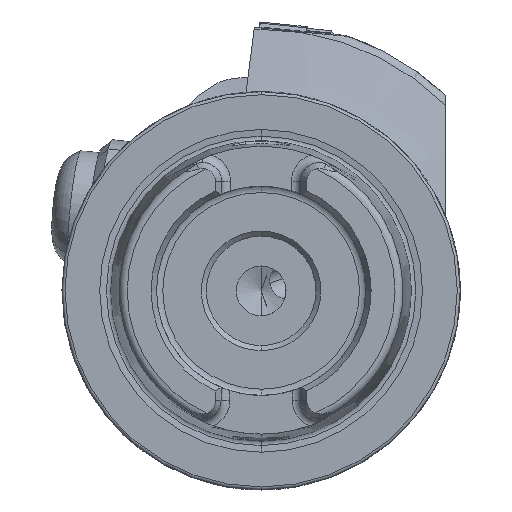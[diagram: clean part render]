
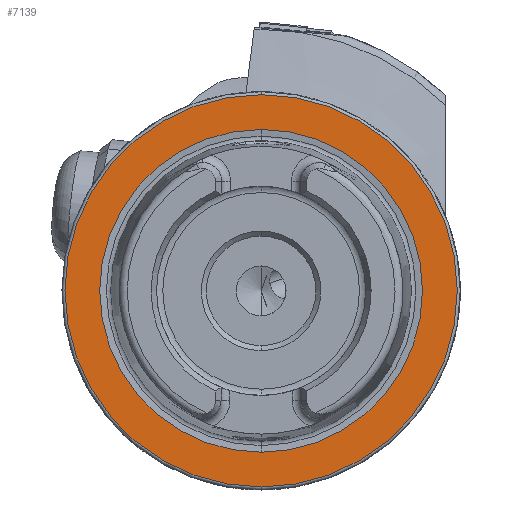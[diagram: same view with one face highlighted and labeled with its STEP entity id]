
A CAD part, left-side view. The second image highlights one B-rep face of the part: STEP entity #7139.
In plain terms, the highlighted planar face has unit normal (-1, 0, 0).
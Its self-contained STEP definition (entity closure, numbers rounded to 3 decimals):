
#144 = FACE_BOUND ( 'NONE', #6286, .T. ) ;
#869 = VERTEX_POINT ( 'NONE', #2455 ) ;
#2003 = CIRCLE ( 'NONE', #4356, 19.7 ) ;
#2455 = CARTESIAN_POINT ( 'NONE',  ( 0., 0., 16.207 ) ) ;
#2588 = DIRECTION ( 'NONE',  ( -1., 0., 0. ) ) ;
#2674 = CARTESIAN_POINT ( 'NONE',  ( 0., 0., 0. ) ) ;
#2751 = AXIS2_PLACEMENT_3D ( 'NONE', #10072, #2963, #5739 ) ;
#2963 = DIRECTION ( 'NONE',  ( -1., 0., 0. ) ) ;
#2991 = DIRECTION ( 'NONE',  ( 0., 0., -1. ) ) ;
#3454 = CARTESIAN_POINT ( 'NONE',  ( 0., 0., -19.7 ) ) ;
#3634 = CIRCLE ( 'NONE', #2751, 16.207 ) ;
#4101 = ORIENTED_EDGE ( 'NONE', *, *, #4142, .F. ) ;
#4142 = EDGE_CURVE ( 'NONE', #12037, #869, #14106, .T. ) ;
#4356 = AXIS2_PLACEMENT_3D ( 'NONE', #4993, #6031, #11660 ) ;
#4624 = EDGE_CURVE ( 'NONE', #869, #12037, #3634, .T. ) ;
#4993 = CARTESIAN_POINT ( 'NONE',  ( 0., 0., 0. ) ) ;
#5739 = DIRECTION ( 'NONE',  ( 0., 0., 1. ) ) ;
#5765 = DIRECTION ( 'NONE',  ( 1., 0., 0. ) ) ;
#6031 = DIRECTION ( 'NONE',  ( -1., 0., 0. ) ) ;
#6286 = EDGE_LOOP ( 'NONE', ( #13834, #4101 ) ) ;
#6828 = DIRECTION ( 'NONE',  ( 0., 0., 1. ) ) ;
#7139 = ADVANCED_FACE ( 'NONE', ( #144, #8538 ), #11293, .F. ) ;
#7200 = VERTEX_POINT ( 'NONE', #3454 ) ;
#7232 = DIRECTION ( 'NONE',  ( -1., 0., 0. ) ) ;
#7236 = EDGE_CURVE ( 'NONE', #7200, #16771, #2003, .T. ) ;
#7330 = EDGE_LOOP ( 'NONE', ( #10154, #10975 ) ) ;
#7350 = EDGE_CURVE ( 'NONE', #16771, #7200, #11723, .T. ) ;
#7736 = CARTESIAN_POINT ( 'NONE',  ( 0., 0., 19.7 ) ) ;
#8538 = FACE_OUTER_BOUND ( 'NONE', #7330, .T. ) ;
#10003 = DIRECTION ( 'NONE',  ( 0., 0., 1. ) ) ;
#10072 = CARTESIAN_POINT ( 'NONE',  ( 0., 0., 0. ) ) ;
#10154 = ORIENTED_EDGE ( 'NONE', *, *, #7350, .T. ) ;
#10975 = ORIENTED_EDGE ( 'NONE', *, *, #7236, .T. ) ;
#11293 = PLANE ( 'NONE',  #13767 ) ;
#11660 = DIRECTION ( 'NONE',  ( 0., 0., 1. ) ) ;
#11723 = CIRCLE ( 'NONE', #12022, 19.7 ) ;
#12022 = AXIS2_PLACEMENT_3D ( 'NONE', #2674, #2588, #6828 ) ;
#12037 = VERTEX_POINT ( 'NONE', #13987 ) ;
#13767 = AXIS2_PLACEMENT_3D ( 'NONE', #14144, #5765, #2991 ) ;
#13834 = ORIENTED_EDGE ( 'NONE', *, *, #4624, .F. ) ;
#13987 = CARTESIAN_POINT ( 'NONE',  ( 0., 0., -16.207 ) ) ;
#14106 = CIRCLE ( 'NONE', #17060, 16.207 ) ;
#14144 = CARTESIAN_POINT ( 'NONE',  ( 0., 19.7, 0. ) ) ;
#16771 = VERTEX_POINT ( 'NONE', #7736 ) ;
#17060 = AXIS2_PLACEMENT_3D ( 'NONE', #17094, #7232, #10003 ) ;
#17094 = CARTESIAN_POINT ( 'NONE',  ( 0., 0., 0. ) ) ;
